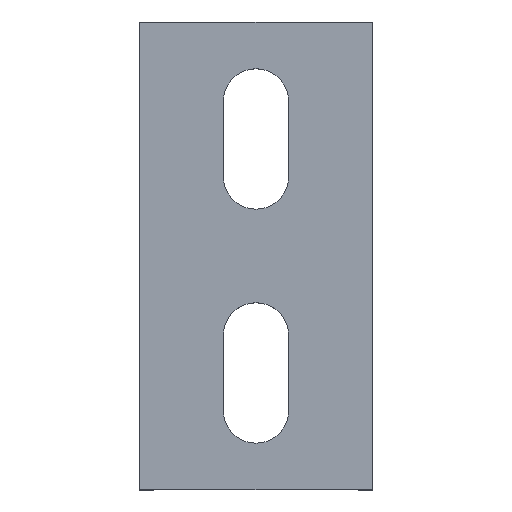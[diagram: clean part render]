
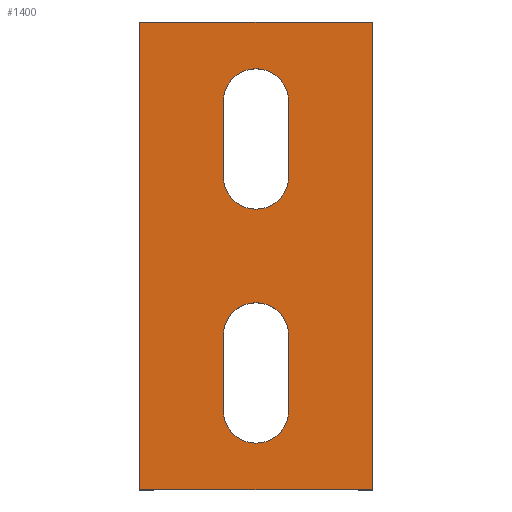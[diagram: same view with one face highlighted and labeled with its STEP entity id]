
A CAD part, top view. The second image highlights one B-rep face of the part: STEP entity #1400.
In plain terms, the highlighted planar face has unit normal (0, 0, 1).
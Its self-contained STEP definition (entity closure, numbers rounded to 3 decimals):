
#13 = CIRCLE ( 'NONE', #308, 3.5 ) ;
#21 = CARTESIAN_POINT ( 'NONE',  ( -3.5, 33.5, 0. ) ) ;
#25 = VECTOR ( 'NONE', #638, 1000. ) ;
#26 = VECTOR ( 'NONE', #1291, 1000. ) ;
#27 = CARTESIAN_POINT ( 'NONE',  ( -3.5, 41.5, 0. ) ) ;
#29 = VERTEX_POINT ( 'NONE', #580 ) ;
#31 = EDGE_CURVE ( 'NONE', #219, #426, #713, .T. ) ;
#34 = VERTEX_POINT ( 'NONE', #831 ) ;
#49 = ORIENTED_EDGE ( 'NONE', *, *, #488, .F. ) ;
#50 = EDGE_CURVE ( 'NONE', #656, #880, #296, .T. ) ;
#52 = DIRECTION ( 'NONE',  ( 0., 1., 0. ) ) ;
#59 = EDGE_CURVE ( 'NONE', #955, #67, #1072, .T. ) ;
#64 = CIRCLE ( 'NONE', #432, 3.5 ) ;
#66 = DIRECTION ( 'NONE',  ( -1., 0., 0. ) ) ;
#67 = VERTEX_POINT ( 'NONE', #27 ) ;
#71 = DIRECTION ( 'NONE',  ( 0., 0., -1. ) ) ;
#74 = CARTESIAN_POINT ( 'NONE',  ( 3.5, 33.5, 0. ) ) ;
#82 = LINE ( 'NONE', #1044, #1030 ) ;
#83 = CARTESIAN_POINT ( 'NONE',  ( 10.5, 50., 0. ) ) ;
#84 = ORIENTED_EDGE ( 'NONE', *, *, #59, .F. ) ;
#88 = PLANE ( 'NONE',  #1211 ) ;
#115 = AXIS2_PLACEMENT_3D ( 'NONE', #287, #151, #872 ) ;
#124 = ORIENTED_EDGE ( 'NONE', *, *, #419, .F. ) ;
#136 = VECTOR ( 'NONE', #727, 1000. ) ;
#151 = DIRECTION ( 'NONE',  ( 0., 0., 1. ) ) ;
#156 = LINE ( 'NONE', #250, #1369 ) ;
#165 = VERTEX_POINT ( 'NONE', #694 ) ;
#212 = FACE_OUTER_BOUND ( 'NONE', #1136, .T. ) ;
#219 = VERTEX_POINT ( 'NONE', #1096 ) ;
#232 = EDGE_CURVE ( 'NONE', #1542, #1561, #64, .T. ) ;
#241 = CARTESIAN_POINT ( 'NONE',  ( 12.5, 0., 0. ) ) ;
#245 = FACE_BOUND ( 'NONE', #1238, .T. ) ;
#250 = CARTESIAN_POINT ( 'NONE',  ( 3.5, 8.5, 0. ) ) ;
#257 = DIRECTION ( 'NONE',  ( -1., 0., 0. ) ) ;
#276 = ORIENTED_EDGE ( 'NONE', *, *, #610, .F. ) ;
#287 = CARTESIAN_POINT ( 'NONE',  ( 0., 16.5, 0. ) ) ;
#295 = EDGE_CURVE ( 'NONE', #165, #1475, #587, .T. ) ;
#296 = LINE ( 'NONE', #1465, #607 ) ;
#308 = AXIS2_PLACEMENT_3D ( 'NONE', #1398, #1421, #736 ) ;
#335 = DIRECTION ( 'NONE',  ( 0., -1., 0. ) ) ;
#366 = EDGE_CURVE ( 'NONE', #1561, #165, #156, .T. ) ;
#397 = CARTESIAN_POINT ( 'NONE',  ( 0., 8.5, 0. ) ) ;
#417 = VECTOR ( 'NONE', #745, 1000. ) ;
#419 = EDGE_CURVE ( 'NONE', #1475, #1542, #82, .T. ) ;
#426 = VERTEX_POINT ( 'NONE', #1538 ) ;
#432 = AXIS2_PLACEMENT_3D ( 'NONE', #397, #733, #1322 ) ;
#454 = LINE ( 'NONE', #632, #964 ) ;
#477 = CARTESIAN_POINT ( 'NONE',  ( -3.5, 16.5, 0. ) ) ;
#488 = EDGE_CURVE ( 'NONE', #1431, #879, #13, .T. ) ;
#492 = VECTOR ( 'NONE', #1515, 1000. ) ;
#516 = ORIENTED_EDGE ( 'NONE', *, *, #664, .F. ) ;
#525 = LINE ( 'NONE', #74, #799 ) ;
#539 = EDGE_CURVE ( 'NONE', #768, #34, #1175, .T. ) ;
#552 = ORIENTED_EDGE ( 'NONE', *, *, #31, .F. ) ;
#580 = CARTESIAN_POINT ( 'NONE',  ( -12.5, 0., 0. ) ) ;
#587 = CIRCLE ( 'NONE', #115, 3.5 ) ;
#607 = VECTOR ( 'NONE', #257, 1000. ) ;
#610 = EDGE_CURVE ( 'NONE', #768, #29, #726, .T. ) ;
#632 = CARTESIAN_POINT ( 'NONE',  ( 12.5, 50., 0. ) ) ;
#638 = DIRECTION ( 'NONE',  ( 0., -1., 0. ) ) ;
#639 = ORIENTED_EDGE ( 'NONE', *, *, #1416, .F. ) ;
#640 = CARTESIAN_POINT ( 'NONE',  ( -3.5, 33.5, 0. ) ) ;
#656 = VERTEX_POINT ( 'NONE', #1363 ) ;
#664 = EDGE_CURVE ( 'NONE', #656, #219, #891, .T. ) ;
#692 = VECTOR ( 'NONE', #1395, 1000. ) ;
#694 = CARTESIAN_POINT ( 'NONE',  ( 3.5, 16.5, 0. ) ) ;
#710 = DIRECTION ( 'NONE',  ( 1., 0., 0. ) ) ;
#713 = LINE ( 'NONE', #1560, #1033 ) ;
#725 = LINE ( 'NONE', #738, #136 ) ;
#726 = LINE ( 'NONE', #1409, #692 ) ;
#727 = DIRECTION ( 'NONE',  ( 0., 1., 0. ) ) ;
#733 = DIRECTION ( 'NONE',  ( 0., 0., 1. ) ) ;
#736 = DIRECTION ( 'NONE',  ( 1., 0., 0. ) ) ;
#738 = CARTESIAN_POINT ( 'NONE',  ( -12.5, 50., 0. ) ) ;
#745 = DIRECTION ( 'NONE',  ( 1., 0., 0. ) ) ;
#768 = VERTEX_POINT ( 'NONE', #1127 ) ;
#777 = CARTESIAN_POINT ( 'NONE',  ( 3.5, 41.5, 0. ) ) ;
#790 = CARTESIAN_POINT ( 'NONE',  ( 10.5, 0., 0. ) ) ;
#799 = VECTOR ( 'NONE', #52, 1000. ) ;
#831 = CARTESIAN_POINT ( 'NONE',  ( 10.5, 0., 0. ) ) ;
#837 = DIRECTION ( 'NONE',  ( 1., 0., 0. ) ) ;
#872 = DIRECTION ( 'NONE',  ( 1., 0., 0. ) ) ;
#879 = VERTEX_POINT ( 'NONE', #979 ) ;
#880 = VERTEX_POINT ( 'NONE', #929 ) ;
#891 = LINE ( 'NONE', #1287, #26 ) ;
#929 = CARTESIAN_POINT ( 'NONE',  ( -12.5, 50., 0. ) ) ;
#955 = VERTEX_POINT ( 'NONE', #777 ) ;
#964 = VECTOR ( 'NONE', #1012, 1000. ) ;
#979 = CARTESIAN_POINT ( 'NONE',  ( 3.5, 33.5, 0. ) ) ;
#988 = EDGE_CURVE ( 'NONE', #29, #880, #725, .T. ) ;
#989 = ORIENTED_EDGE ( 'NONE', *, *, #232, .F. ) ;
#1003 = LINE ( 'NONE', #790, #417 ) ;
#1011 = EDGE_CURVE ( 'NONE', #34, #1295, #1003, .T. ) ;
#1012 = DIRECTION ( 'NONE',  ( 0., 1., 0. ) ) ;
#1019 = ORIENTED_EDGE ( 'NONE', *, *, #1011, .T. ) ;
#1030 = VECTOR ( 'NONE', #335, 1000. ) ;
#1033 = VECTOR ( 'NONE', #837, 1000. ) ;
#1044 = CARTESIAN_POINT ( 'NONE',  ( -3.5, 8.5, 0. ) ) ;
#1046 = EDGE_CURVE ( 'NONE', #67, #1431, #1306, .T. ) ;
#1060 = DIRECTION ( 'NONE',  ( 0., 1., 0. ) ) ;
#1072 = CIRCLE ( 'NONE', #1540, 3.5 ) ;
#1073 = ORIENTED_EDGE ( 'NONE', *, *, #539, .T. ) ;
#1084 = DIRECTION ( 'NONE',  ( 0., 0., 1. ) ) ;
#1096 = CARTESIAN_POINT ( 'NONE',  ( 10.5, 50., 0. ) ) ;
#1127 = CARTESIAN_POINT ( 'NONE',  ( -10.5, 0., 0. ) ) ;
#1136 = EDGE_LOOP ( 'NONE', ( #1073, #1019, #1453, #552, #516, #1486, #1156, #276 ) ) ;
#1156 = ORIENTED_EDGE ( 'NONE', *, *, #988, .F. ) ;
#1175 = LINE ( 'NONE', #1533, #492 ) ;
#1211 = AXIS2_PLACEMENT_3D ( 'NONE', #83, #71, #66 ) ;
#1238 = EDGE_LOOP ( 'NONE', ( #639, #49, #1290, #84 ) ) ;
#1254 = CARTESIAN_POINT ( 'NONE',  ( -3.5, 8.5, 0. ) ) ;
#1273 = EDGE_LOOP ( 'NONE', ( #1336, #989, #124, #1372 ) ) ;
#1287 = CARTESIAN_POINT ( 'NONE',  ( 10.5, 50., 0. ) ) ;
#1290 = ORIENTED_EDGE ( 'NONE', *, *, #1046, .F. ) ;
#1291 = DIRECTION ( 'NONE',  ( 1., 0., 0. ) ) ;
#1295 = VERTEX_POINT ( 'NONE', #241 ) ;
#1301 = CARTESIAN_POINT ( 'NONE',  ( 3.5, 8.5, 0. ) ) ;
#1306 = LINE ( 'NONE', #640, #25 ) ;
#1322 = DIRECTION ( 'NONE',  ( 1., 0., 0. ) ) ;
#1336 = ORIENTED_EDGE ( 'NONE', *, *, #366, .F. ) ;
#1363 = CARTESIAN_POINT ( 'NONE',  ( -10.5, 50., 0. ) ) ;
#1369 = VECTOR ( 'NONE', #1060, 1000. ) ;
#1372 = ORIENTED_EDGE ( 'NONE', *, *, #295, .F. ) ;
#1395 = DIRECTION ( 'NONE',  ( -1., 0., 0. ) ) ;
#1398 = CARTESIAN_POINT ( 'NONE',  ( 0., 33.5, 0. ) ) ;
#1400 = ADVANCED_FACE ( 'NONE', ( #245, #1534, #212 ), #88, .F. ) ;
#1409 = CARTESIAN_POINT ( 'NONE',  ( 10.5, 0., 0. ) ) ;
#1416 = EDGE_CURVE ( 'NONE', #879, #955, #525, .T. ) ;
#1421 = DIRECTION ( 'NONE',  ( 0., 0., 1. ) ) ;
#1431 = VERTEX_POINT ( 'NONE', #21 ) ;
#1453 = ORIENTED_EDGE ( 'NONE', *, *, #1497, .T. ) ;
#1465 = CARTESIAN_POINT ( 'NONE',  ( -10.5, 50., 0. ) ) ;
#1475 = VERTEX_POINT ( 'NONE', #477 ) ;
#1476 = CARTESIAN_POINT ( 'NONE',  ( 0., 41.5, 0. ) ) ;
#1486 = ORIENTED_EDGE ( 'NONE', *, *, #50, .T. ) ;
#1497 = EDGE_CURVE ( 'NONE', #1295, #426, #454, .T. ) ;
#1515 = DIRECTION ( 'NONE',  ( 1., 0., 0. ) ) ;
#1533 = CARTESIAN_POINT ( 'NONE',  ( 10.5, 0., 0. ) ) ;
#1534 = FACE_BOUND ( 'NONE', #1273, .T. ) ;
#1538 = CARTESIAN_POINT ( 'NONE',  ( 12.5, 50., 0. ) ) ;
#1540 = AXIS2_PLACEMENT_3D ( 'NONE', #1476, #1084, #710 ) ;
#1542 = VERTEX_POINT ( 'NONE', #1254 ) ;
#1560 = CARTESIAN_POINT ( 'NONE',  ( 10.5, 50., 0. ) ) ;
#1561 = VERTEX_POINT ( 'NONE', #1301 ) ;
